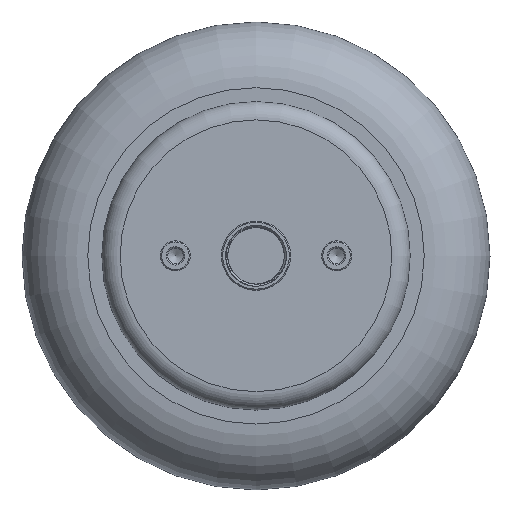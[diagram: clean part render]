
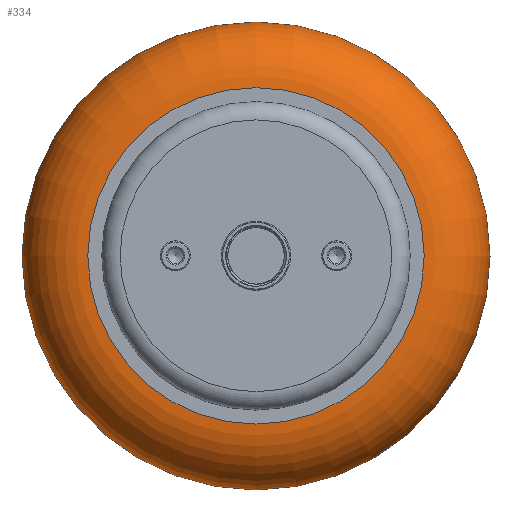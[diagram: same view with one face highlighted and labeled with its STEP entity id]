
A CAD part, top view. The second image highlights one B-rep face of the part: STEP entity #334.
In plain terms, the highlighted toroidal (fillet/blend) face has major radius 73.025 mm and minor radius 28.575 mm.
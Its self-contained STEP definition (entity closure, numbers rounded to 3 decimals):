
#265=TOROIDAL_SURFACE('',#1379,73.025,28.575);
#334=ADVANCED_FACE('',(#497,#498),#265,.T.);
#497=FACE_BOUND('',#685,.T.);
#498=FACE_BOUND('',#686,.T.);
#685=EDGE_LOOP('',(#889));
#686=EDGE_LOOP('',(#890));
#889=ORIENTED_EDGE('',*,*,#1140,.F.);
#890=ORIENTED_EDGE('',*,*,#1141,.F.);
#1032=VERTEX_POINT('',#3671);
#1033=VERTEX_POINT('',#3674);
#1140=EDGE_CURVE('',#1032,#1032,#1234,.T.);
#1141=EDGE_CURVE('',#1033,#1033,#1235,.T.);
#1234=CIRCLE('',#1376,73.025);
#1235=CIRCLE('',#1378,73.025);
#1376=AXIS2_PLACEMENT_3D('',#3670,#1666,#1667);
#1378=AXIS2_PLACEMENT_3D('',#3673,#1670,#1671);
#1379=AXIS2_PLACEMENT_3D('',#3675,#1672,#1673);
#1666=DIRECTION('',(0.,0.,-1.));
#1667=DIRECTION('',(-1.,0.,0.));
#1670=DIRECTION('',(0.,0.,1.));
#1671=DIRECTION('',(-1.,0.,0.));
#1672=DIRECTION('',(0.,0.,-1.));
#1673=DIRECTION('',(-1.,0.,0.));
#3670=CARTESIAN_POINT('',(0.,0.,20.));
#3671=CARTESIAN_POINT('',(-73.025,0.,20.));
#3673=CARTESIAN_POINT('',(0.,0.,77.15));
#3674=CARTESIAN_POINT('',(-73.025,0.,77.15));
#3675=CARTESIAN_POINT('',(0.,0.,48.575));
